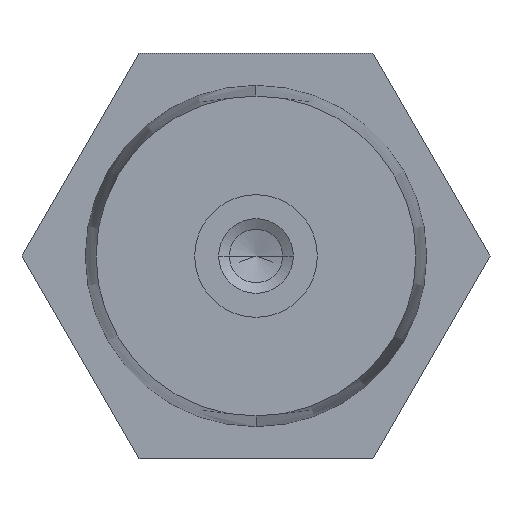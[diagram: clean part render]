
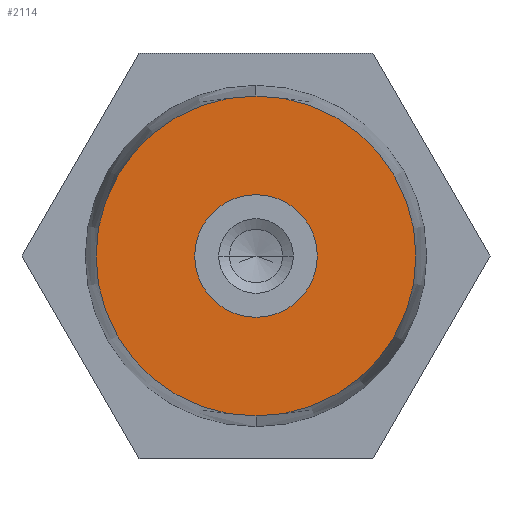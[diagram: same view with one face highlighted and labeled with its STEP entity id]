
A CAD part, front view. The second image highlights one B-rep face of the part: STEP entity #2114.
In plain terms, the highlighted planar face has unit normal (0, -1, 0).
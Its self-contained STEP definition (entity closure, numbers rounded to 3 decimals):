
#5 = VERTEX_POINT ( 'NONE', #2635 ) ;
#95 = EDGE_CURVE ( 'NONE', #2396, #833, #2415, .T. ) ;
#136 = CARTESIAN_POINT ( 'NONE',  ( 0., -20., -5.75 ) ) ;
#140 = ORIENTED_EDGE ( 'NONE', *, *, #1280, .T. ) ;
#172 = CIRCLE ( 'NONE', #594, 15. ) ;
#212 = FACE_OUTER_BOUND ( 'NONE', #606, .T. ) ;
#259 = DIRECTION ( 'NONE',  ( 0., 0., -1. ) ) ;
#303 = AXIS2_PLACEMENT_3D ( 'NONE', #512, #2236, #259 ) ;
#387 = DIRECTION ( 'NONE',  ( 0., 0., 1. ) ) ;
#431 = AXIS2_PLACEMENT_3D ( 'NONE', #2336, #2577, #387 ) ;
#512 = CARTESIAN_POINT ( 'NONE',  ( 0., -20., 0. ) ) ;
#514 = ORIENTED_EDGE ( 'NONE', *, *, #2731, .T. ) ;
#594 = AXIS2_PLACEMENT_3D ( 'NONE', #1846, #1816, #864 ) ;
#606 = EDGE_LOOP ( 'NONE', ( #140, #3031 ) ) ;
#642 = DIRECTION ( 'NONE',  ( 0., -1., 0. ) ) ;
#833 = VERTEX_POINT ( 'NONE', #136 ) ;
#843 = CIRCLE ( 'NONE', #431, 5.75 ) ;
#864 = DIRECTION ( 'NONE',  ( 0., 0., -1. ) ) ;
#1015 = PLANE ( 'NONE',  #303 ) ;
#1254 = CARTESIAN_POINT ( 'NONE',  ( 0., -20., 5.75 ) ) ;
#1280 = EDGE_CURVE ( 'NONE', #5, #2293, #172, .T. ) ;
#1368 = CARTESIAN_POINT ( 'NONE',  ( 0., -20., 0. ) ) ;
#1420 = DIRECTION ( 'NONE',  ( 0., 0., -1. ) ) ;
#1451 = EDGE_CURVE ( 'NONE', #2293, #5, #2661, .T. ) ;
#1463 = CARTESIAN_POINT ( 'NONE',  ( 0., -20., 0. ) ) ;
#1504 = CARTESIAN_POINT ( 'NONE',  ( 0., -20., -15. ) ) ;
#1768 = ORIENTED_EDGE ( 'NONE', *, *, #95, .T. ) ;
#1816 = DIRECTION ( 'NONE',  ( 0., -1., 0. ) ) ;
#1846 = CARTESIAN_POINT ( 'NONE',  ( 0., -20., 0. ) ) ;
#2003 = AXIS2_PLACEMENT_3D ( 'NONE', #1368, #642, #1420 ) ;
#2114 = ADVANCED_FACE ( 'NONE', ( #3179, #212 ), #1015, .T. ) ;
#2236 = DIRECTION ( 'NONE',  ( 0., -1., 0. ) ) ;
#2293 = VERTEX_POINT ( 'NONE', #1504 ) ;
#2336 = CARTESIAN_POINT ( 'NONE',  ( 0., -20., 0. ) ) ;
#2396 = VERTEX_POINT ( 'NONE', #1254 ) ;
#2415 = CIRCLE ( 'NONE', #2519, 5.75 ) ;
#2441 = DIRECTION ( 'NONE',  ( 0., 0., 1. ) ) ;
#2519 = AXIS2_PLACEMENT_3D ( 'NONE', #1463, #2619, #2441 ) ;
#2577 = DIRECTION ( 'NONE',  ( 0., 1., 0. ) ) ;
#2619 = DIRECTION ( 'NONE',  ( 0., 1., 0. ) ) ;
#2627 = EDGE_LOOP ( 'NONE', ( #514, #1768 ) ) ;
#2635 = CARTESIAN_POINT ( 'NONE',  ( 0., -20., 15. ) ) ;
#2661 = CIRCLE ( 'NONE', #2003, 15. ) ;
#2731 = EDGE_CURVE ( 'NONE', #833, #2396, #843, .T. ) ;
#3031 = ORIENTED_EDGE ( 'NONE', *, *, #1451, .T. ) ;
#3179 = FACE_BOUND ( 'NONE', #2627, .T. ) ;
